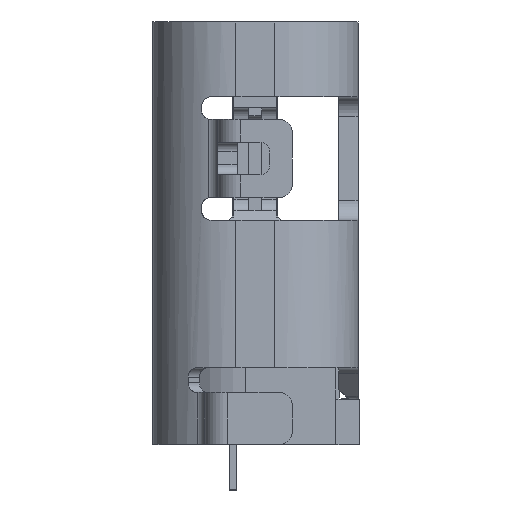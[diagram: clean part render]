
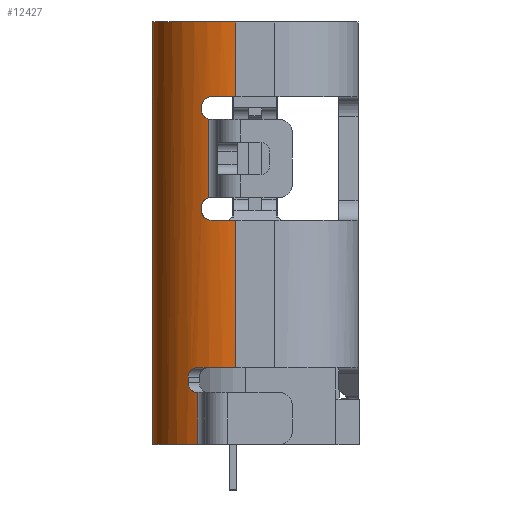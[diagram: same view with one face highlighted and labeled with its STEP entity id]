
A CAD part, left-side view. The second image highlights one B-rep face of the part: STEP entity #12427.
In plain terms, the highlighted cylindrical face has radius 1.28 mm (diameter 2.56 mm), a partial arc.
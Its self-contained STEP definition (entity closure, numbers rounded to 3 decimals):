
#1404=CARTESIAN_POINT('',(-3.19,0.3,-1.9));
#1405=DIRECTION('',(0.,0.,1.));
#1406=DIRECTION('',(0.,1.,0.));
#1407=AXIS2_PLACEMENT_3D('',#1404,#1405,#1406);
#1485=CARTESIAN_POINT('',(-3.19,0.3,-1.1));
#1486=DIRECTION('',(0.,0.,-1.));
#1487=DIRECTION('',(-0.888,0.459,0.));
#1488=AXIS2_PLACEMENT_3D('',#1485,#1486,#1487);
#1490=CARTESIAN_POINT('',(-4.32,0.902,-1.1));
#1491=CARTESIAN_POINT('',(-4.312,0.916,-1.1));
#1492=CARTESIAN_POINT('',(-4.297,0.943,
-1.095));
#1493=CARTESIAN_POINT('',(-4.275,0.98,
-1.073));
#1494=CARTESIAN_POINT('',(-4.256,1.008,
-1.04));
#1495=CARTESIAN_POINT('',(-4.244,1.026,
-0.997));
#1496=CARTESIAN_POINT('',(-4.241,1.03,-0.966));
#1497=CARTESIAN_POINT('',(-4.241,1.03,-0.95));
#1519=DIRECTION('',(0.,0.,-1.));
#1520=VECTOR('',#1519,0.08);
#1521=CARTESIAN_POINT('',(-4.241,1.03,-0.87));
#1522=LINE('',#1521,#1520);
#1523=DIRECTION('',(0.,0.,-1.));
#1524=VECTOR('',#1523,0.8);
#1525=CARTESIAN_POINT('',(-4.327,0.888,-1.1));
#1526=LINE('',#1525,#1524);
#1527=DIRECTION('',(0.,0.,1.));
#1528=VECTOR('',#1527,6.5);
#1529=CARTESIAN_POINT('',(-3.19,1.58,-1.9));
#1530=LINE('',#1529,#1528);
#1531=DIRECTION('',(0.,0.,-1.));
#1532=VECTOR('',#1531,1.15);
#1533=CARTESIAN_POINT('',(-4.47,0.3,4.6));
#1534=LINE('',#1533,#1532);
#1535=DIRECTION('',(0.,0.,-1.));
#1536=VECTOR('',#1535,0.05);
#1537=CARTESIAN_POINT('',(-4.355,0.83,3.3));
#1538=LINE('',#1537,#1536);
#1539=DIRECTION('',(0.,0.,-1.));
#1540=VECTOR('',#1539,0.05);
#1541=CARTESIAN_POINT('',(-4.355,0.83,1.75));
#1542=LINE('',#1541,#1540);
#1543=DIRECTION('',(0.,0.,-1.));
#1544=VECTOR('',#1543,2.27);
#1545=CARTESIAN_POINT('',(-4.47,0.3,1.55));
#1546=LINE('',#1545,#1544);
#1587=CARTESIAN_POINT('',(-3.19,0.3,-0.72));
#1588=DIRECTION('',(0.,0.,1.));
#1589=DIRECTION('',(-0.883,0.47,0.));
#1590=AXIS2_PLACEMENT_3D('',#1587,#1588,#1589);
#2499=CARTESIAN_POINT('',(-3.19,0.3,4.6));
#2500=DIRECTION('',(0.,0.,-1.));
#2501=DIRECTION('',(-1.,0.,0.));
#2502=AXIS2_PLACEMENT_3D('',#2499,#2500,#2501);
#2657=CARTESIAN_POINT('',(-4.241,1.03,-0.87));
#2658=CARTESIAN_POINT('',(-4.241,1.03,-0.854));
#2659=CARTESIAN_POINT('',(-4.244,1.026,
-0.823));
#2660=CARTESIAN_POINT('',(-4.257,1.008,
-0.78));
#2661=CARTESIAN_POINT('',(-4.275,0.98,
-0.747));
#2662=CARTESIAN_POINT('',(-4.297,0.943,
-0.725));
#2663=CARTESIAN_POINT('',(-4.312,0.916,-0.72));
#2664=CARTESIAN_POINT('',(-4.32,0.902,-0.72));
#2697=CARTESIAN_POINT('',(-3.19,0.3,1.55));
#2698=DIRECTION('',(0.,0.,-1.));
#2699=DIRECTION('',(-1.,0.,0.));
#2700=AXIS2_PLACEMENT_3D('',#2697,#2698,#2699);
#2706=CARTESIAN_POINT('',(-4.412,0.68,1.55));
#2707=CARTESIAN_POINT('',(-4.407,0.696,1.55));
#2708=CARTESIAN_POINT('',(-4.397,0.728,
1.555));
#2709=CARTESIAN_POINT('',(-4.38,0.771,
1.578));
#2710=CARTESIAN_POINT('',(-4.367,0.804,
1.612));
#2711=CARTESIAN_POINT('',(-4.357,0.826,1.656));
#2712=CARTESIAN_POINT('',(-4.355,0.83,1.686));
#2713=CARTESIAN_POINT('',(-4.355,0.83,1.7));
#2733=CARTESIAN_POINT('',(-4.355,0.83,1.75));
#2734=CARTESIAN_POINT('',(-4.355,0.83,1.762));
#2735=CARTESIAN_POINT('',(-4.357,0.827,
1.788));
#2736=CARTESIAN_POINT('',(-4.364,0.811,
1.826));
#2737=CARTESIAN_POINT('',(-4.374,0.787,
1.857));
#2738=CARTESIAN_POINT('',(-4.386,0.756,
1.882));
#2739=CARTESIAN_POINT('',(-4.396,0.729,
1.892));
#2740=CARTESIAN_POINT('',(-4.401,0.715,
1.896));
#2753=DIRECTION('',(0.,0.,1.));
#2754=VECTOR('',#2753,1.208);
#2755=CARTESIAN_POINT('',(-4.401,0.715,
1.896));
#2756=LINE('',#2755,#2754);
#2772=CARTESIAN_POINT('',(-4.401,0.715,
3.104));
#2773=CARTESIAN_POINT('',(-4.396,0.729,
3.107));
#2774=CARTESIAN_POINT('',(-4.387,0.754,
3.118));
#2775=CARTESIAN_POINT('',(-4.374,0.786,
3.142));
#2776=CARTESIAN_POINT('',(-4.363,0.812,
3.174));
#2777=CARTESIAN_POINT('',(-4.356,0.827,
3.213));
#2778=CARTESIAN_POINT('',(-4.355,0.83,3.238));
#2779=CARTESIAN_POINT('',(-4.355,0.83,3.25));
#3101=CARTESIAN_POINT('',(-4.355,0.83,3.3));
#3102=CARTESIAN_POINT('',(-4.355,0.83,3.315));
#3103=CARTESIAN_POINT('',(-4.357,0.826,
3.344));
#3104=CARTESIAN_POINT('',(-4.367,0.804,
3.389));
#3105=CARTESIAN_POINT('',(-4.38,0.772,
3.421));
#3106=CARTESIAN_POINT('',(-4.396,0.73,
3.444));
#3107=CARTESIAN_POINT('',(-4.407,0.697,3.45));
#3108=CARTESIAN_POINT('',(-4.412,0.68,3.45));
#3114=CARTESIAN_POINT('',(-3.19,0.3,3.45));
#3115=DIRECTION('',(0.,0.,1.));
#3116=DIRECTION('',(-0.955,0.297,0.));
#3117=AXIS2_PLACEMENT_3D('',#3114,#3115,#3116);
#8319=CARTESIAN_POINT('',(-3.19,1.58,4.6));
#8320=VERTEX_POINT('',#8319);
#8321=CARTESIAN_POINT('',(-3.19,1.58,-1.9));
#8322=VERTEX_POINT('',#8321);
#8407=CARTESIAN_POINT('',(-4.327,0.888,-1.9));
#8408=VERTEX_POINT('',#8407);
#8430=CARTESIAN_POINT('',(-4.32,0.902,-1.1));
#8431=VERTEX_POINT('',#8430);
#8446=CARTESIAN_POINT('',(-4.327,0.888,-1.1));
#8447=VERTEX_POINT('',#8446);
#8448=VERTEX_POINT('',#1497);
#8451=CARTESIAN_POINT('',(-4.32,0.902,-0.72));
#8452=CARTESIAN_POINT('',(-4.47,0.3,-0.72));
#8453=VERTEX_POINT('',#8451);
#8454=VERTEX_POINT('',#8452);
#8455=VERTEX_POINT('',#2657);
#8456=CARTESIAN_POINT('',(-4.47,0.3,4.6));
#8457=VERTEX_POINT('',#8456);
#8458=CARTESIAN_POINT('',(-4.47,0.3,3.45));
#8459=VERTEX_POINT('',#8458);
#8460=CARTESIAN_POINT('',(-4.412,0.68,3.45));
#8461=VERTEX_POINT('',#8460);
#8462=VERTEX_POINT('',#3101);
#8463=CARTESIAN_POINT('',(-4.355,0.83,3.25));
#8464=VERTEX_POINT('',#8463);
#8465=VERTEX_POINT('',#2772);
#8466=CARTESIAN_POINT('',(-4.401,0.715,
1.896));
#8467=VERTEX_POINT('',#8466);
#8468=VERTEX_POINT('',#2733);
#8469=CARTESIAN_POINT('',(-4.355,0.83,1.7));
#8470=VERTEX_POINT('',#8469);
#8471=VERTEX_POINT('',#2706);
#8472=CARTESIAN_POINT('',(-4.47,0.3,1.55));
#8473=VERTEX_POINT('',#8472);
#12384=CARTESIAN_POINT('',(-3.19,0.3,3.1));
#12385=DIRECTION('',(0.,0.,1.));
#12386=DIRECTION('',(1.,0.,0.));
#12387=AXIS2_PLACEMENT_3D('',#12384,#12385,#12386);
#12388=CYLINDRICAL_SURFACE('',#12387,1.28);
#12390=ORIENTED_EDGE('',*,*,#12389,.F.);
#12392=ORIENTED_EDGE('',*,*,#12391,.F.);
#12394=ORIENTED_EDGE('',*,*,#12393,.T.);
#12395=ORIENTED_EDGE('',*,*,#12374,.F.);
#12396=ORIENTED_EDGE('',*,*,#12363,.F.);
#12398=ORIENTED_EDGE('',*,*,#12397,.T.);
#12399=ORIENTED_EDGE('',*,*,#12299,.F.);
#12400=ORIENTED_EDGE('',*,*,#11322,.T.);
#12402=ORIENTED_EDGE('',*,*,#12401,.F.);
#12404=ORIENTED_EDGE('',*,*,#12403,.T.);
#12406=ORIENTED_EDGE('',*,*,#12405,.F.);
#12408=ORIENTED_EDGE('',*,*,#12407,.F.);
#12410=ORIENTED_EDGE('',*,*,#12409,.T.);
#12412=ORIENTED_EDGE('',*,*,#12411,.F.);
#12414=ORIENTED_EDGE('',*,*,#12413,.F.);
#12416=ORIENTED_EDGE('',*,*,#12415,.F.);
#12418=ORIENTED_EDGE('',*,*,#12417,.T.);
#12420=ORIENTED_EDGE('',*,*,#12419,.F.);
#12422=ORIENTED_EDGE('',*,*,#12421,.F.);
#12424=ORIENTED_EDGE('',*,*,#12423,.T.);
#12425=EDGE_LOOP('',(#12390,#12392,#12394,#12395,#12396,#12398,#12399,#12400,
#12402,#12404,#12406,#12408,#12410,#12412,#12414,#12416,#12418,#12420,#12422,
#12424));
#12426=FACE_OUTER_BOUND('',#12425,.F.);
#12427=ADVANCED_FACE('',(#12426),#12388,.T.);
#1408=CIRCLE('',#1407,1.28);
#1489=CIRCLE('',#1488,1.28);
#1498=B_SPLINE_CURVE_WITH_KNOTS('',3,(#1490,#1491,#1492,#1493,#1494,#1495,#1496,
#1497),.UNSPECIFIED.,.F.,.F.,(4,1,1,1,1,4),(0.,0.2,0.4,0.6,0.8,1.),
.UNSPECIFIED.);
#1591=CIRCLE('',#1590,1.28);
#2503=CIRCLE('',#2502,1.28);
#2665=B_SPLINE_CURVE_WITH_KNOTS('',3,(#2657,#2658,#2659,#2660,#2661,#2662,#2663,
#2664),.UNSPECIFIED.,.F.,.F.,(4,1,1,1,1,4),(0.,0.2,0.4,0.6,0.8,1.),
.UNSPECIFIED.);
#2701=CIRCLE('',#2700,1.28);
#2714=B_SPLINE_CURVE_WITH_KNOTS('',3,(#2706,#2707,#2708,#2709,#2710,#2711,#2712,
#2713),.UNSPECIFIED.,.F.,.F.,(4,1,1,1,1,4),(0.,0.2,0.4,0.6,0.8,1.),
.UNSPECIFIED.);
#2741=B_SPLINE_CURVE_WITH_KNOTS('',3,(#2733,#2734,#2735,#2736,#2737,#2738,#2739,
#2740),.UNSPECIFIED.,.F.,.F.,(4,1,1,1,1,4),(0.,0.2,0.4,0.6,0.8,1.),
.UNSPECIFIED.);
#2780=B_SPLINE_CURVE_WITH_KNOTS('',3,(#2772,#2773,#2774,#2775,#2776,#2777,#2778,
#2779),.UNSPECIFIED.,.F.,.F.,(4,1,1,1,1,4),(0.,0.2,0.4,0.6,0.8,1.),
.UNSPECIFIED.);
#3109=B_SPLINE_CURVE_WITH_KNOTS('',3,(#3101,#3102,#3103,#3104,#3105,#3106,#3107,
#3108),.UNSPECIFIED.,.F.,.F.,(4,1,1,1,1,4),(0.,0.2,0.4,0.6,0.8,1.),
.UNSPECIFIED.);
#3118=CIRCLE('',#3117,1.28);
#11322=EDGE_CURVE('',#8322,#8320,#1530,.T.);
#12299=EDGE_CURVE('',#8322,#8408,#1408,.T.);
#12363=EDGE_CURVE('',#8447,#8431,#1489,.T.);
#12374=EDGE_CURVE('',#8431,#8448,#1498,.T.);
#12389=EDGE_CURVE('',#8453,#8454,#1591,.T.);
#12391=EDGE_CURVE('',#8455,#8453,#2665,.T.);
#12393=EDGE_CURVE('',#8455,#8448,#1522,.T.);
#12397=EDGE_CURVE('',#8447,#8408,#1526,.T.);
#12401=EDGE_CURVE('',#8457,#8320,#2503,.T.);
#12403=EDGE_CURVE('',#8457,#8459,#1534,.T.);
#12405=EDGE_CURVE('',#8461,#8459,#3118,.T.);
#12407=EDGE_CURVE('',#8462,#8461,#3109,.T.);
#12409=EDGE_CURVE('',#8462,#8464,#1538,.T.);
#12411=EDGE_CURVE('',#8465,#8464,#2780,.T.);
#12413=EDGE_CURVE('',#8467,#8465,#2756,.T.);
#12415=EDGE_CURVE('',#8468,#8467,#2741,.T.);
#12417=EDGE_CURVE('',#8468,#8470,#1542,.T.);
#12419=EDGE_CURVE('',#8471,#8470,#2714,.T.);
#12421=EDGE_CURVE('',#8473,#8471,#2701,.T.);
#12423=EDGE_CURVE('',#8473,#8454,#1546,.T.);
